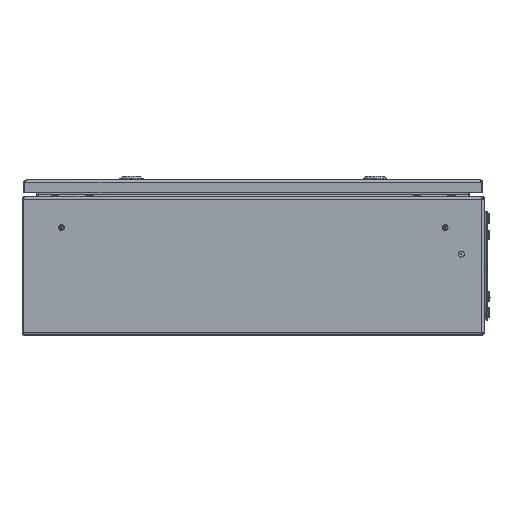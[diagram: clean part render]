
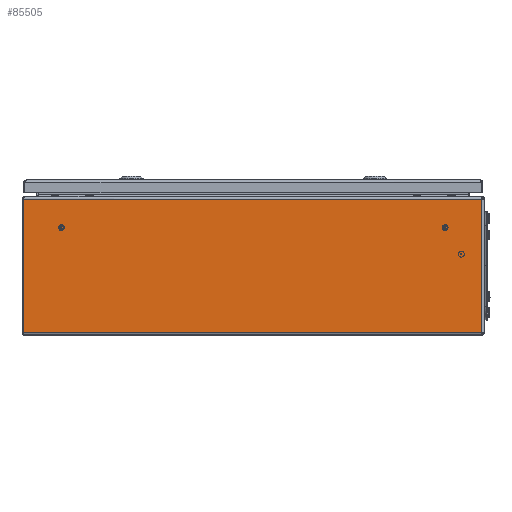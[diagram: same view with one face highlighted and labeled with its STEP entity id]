
A CAD part, left-side view. The second image highlights one B-rep face of the part: STEP entity #85505.
In plain terms, the highlighted planar face has unit normal (-1, 0, 0).
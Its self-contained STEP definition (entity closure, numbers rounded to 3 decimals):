
#2809 = CARTESIAN_POINT ( 'NONE',  ( -300., -249., 140.483 ) ) ;
#3835 = EDGE_CURVE ( 'NONE', #11195, #53571, #54201, .T. ) ;
#3927 = CARTESIAN_POINT ( 'NONE',  ( -300., -296.6, 176.6 ) ) ;
#4880 = AXIS2_PLACEMENT_3D ( 'NONE', #31696, #48878, #57467 ) ;
#5339 = CARTESIAN_POINT ( 'NONE',  ( -300., 249., 138.717 ) ) ;
#5492 = CARTESIAN_POINT ( 'NONE',  ( -300., -270., 105. ) ) ;
#8053 = EDGE_LOOP ( 'NONE', ( #58863, #94198 ) ) ;
#9978 = VERTEX_POINT ( 'NONE', #93524 ) ;
#10176 = CIRCLE ( 'NONE', #104083, 0.883 ) ;
#10962 = CARTESIAN_POINT ( 'NONE',  ( -300., 298.246, 3.4 ) ) ;
#11195 = VERTEX_POINT ( 'NONE', #10962 ) ;
#11693 = VERTEX_POINT ( 'NONE', #3927 ) ;
#12037 = ORIENTED_EDGE ( 'NONE', *, *, #21567, .T. ) ;
#14918 = EDGE_LOOP ( 'NONE', ( #24346, #42172 ) ) ;
#14998 = EDGE_CURVE ( 'NONE', #86804, #11195, #29189, .T. ) ;
#15520 = CARTESIAN_POINT ( 'NONE',  ( -300., -249., 139.6 ) ) ;
#15948 = CARTESIAN_POINT ( 'NONE',  ( -300., 249., 140.483 ) ) ;
#21567 = EDGE_CURVE ( 'NONE', #11693, #53571, #31149, .T. ) ;
#22307 = EDGE_CURVE ( 'NONE', #53834, #81648, #10176, .T. ) ;
#23245 = VERTEX_POINT ( 'NONE', #15948 ) ;
#24346 = ORIENTED_EDGE ( 'NONE', *, *, #40955, .F. ) ;
#25927 = CARTESIAN_POINT ( 'NONE',  ( -300., 249., 139.6 ) ) ;
#27497 = FACE_BOUND ( 'NONE', #8053, .T. ) ;
#27510 = DIRECTION ( 'NONE',  ( -1., 0., 0. ) ) ;
#28807 = LINE ( 'NONE', #28884, #52804 ) ;
#28884 = CARTESIAN_POINT ( 'NONE',  ( -300., -296.6, 194.992 ) ) ;
#29189 = LINE ( 'NONE', #64402, #71967 ) ;
#29751 = CIRCLE ( 'NONE', #4880, 0.883 ) ;
#31149 = LINE ( 'NONE', #83904, #32442 ) ;
#31199 = AXIS2_PLACEMENT_3D ( 'NONE', #96229, #105077, #79069 ) ;
#31696 = CARTESIAN_POINT ( 'NONE',  ( -300., -249., 139.6 ) ) ;
#32442 = VECTOR ( 'NONE', #40953, 1000. ) ;
#32535 = VERTEX_POINT ( 'NONE', #2809 ) ;
#33047 = DIRECTION ( 'NONE',  ( 0., 0., -1. ) ) ;
#35981 = DIRECTION ( 'NONE',  ( 0., 0., -1. ) ) ;
#36909 = EDGE_LOOP ( 'NONE', ( #99182, #110196, #12037, #68809 ) ) ;
#36969 = VERTEX_POINT ( 'NONE', #5339 ) ;
#37902 = AXIS2_PLACEMENT_3D ( 'NONE', #25927, #79625, #35981 ) ;
#40953 = DIRECTION ( 'NONE',  ( 0., 1., 0. ) ) ;
#40955 = EDGE_CURVE ( 'NONE', #81648, #53834, #83630, .T. ) ;
#42169 = FACE_OUTER_BOUND ( 'NONE', #36909, .T. ) ;
#42172 = ORIENTED_EDGE ( 'NONE', *, *, #22307, .F. ) ;
#43095 = EDGE_LOOP ( 'NONE', ( #91758, #52784 ) ) ;
#43248 = PLANE ( 'NONE',  #31199 ) ;
#44846 = CARTESIAN_POINT ( 'NONE',  ( -300., -270.883, 105. ) ) ;
#45198 = CIRCLE ( 'NONE', #84987, 0.883 ) ;
#46337 = CIRCLE ( 'NONE', #101282, 0.883 ) ;
#48878 = DIRECTION ( 'NONE',  ( -1., 0., 0. ) ) ;
#49138 = DIRECTION ( 'NONE',  ( -1., 0., 0. ) ) ;
#52784 = ORIENTED_EDGE ( 'NONE', *, *, #62526, .F. ) ;
#52804 = VECTOR ( 'NONE', #70755, 1000. ) ;
#53571 = VERTEX_POINT ( 'NONE', #109795 ) ;
#53834 = VERTEX_POINT ( 'NONE', #44846 ) ;
#54201 = LINE ( 'NONE', #87712, #90300 ) ;
#54350 = CIRCLE ( 'NONE', #37902, 0.883 ) ;
#57467 = DIRECTION ( 'NONE',  ( 0., 0., -1. ) ) ;
#58863 = ORIENTED_EDGE ( 'NONE', *, *, #64641, .F. ) ;
#58901 = DIRECTION ( 'NONE',  ( -1., 0., 0. ) ) ;
#60404 = CARTESIAN_POINT ( 'NONE',  ( -300., 249., 139.6 ) ) ;
#62526 = EDGE_CURVE ( 'NONE', #9978, #32535, #45198, .T. ) ;
#64402 = CARTESIAN_POINT ( 'NONE',  ( -300., -300., 3.4 ) ) ;
#64641 = EDGE_CURVE ( 'NONE', #23245, #36969, #54350, .T. ) ;
#65655 = CARTESIAN_POINT ( 'NONE',  ( -300., -269.117, 105. ) ) ;
#67556 = AXIS2_PLACEMENT_3D ( 'NONE', #5492, #49138, #108385 ) ;
#67979 = CARTESIAN_POINT ( 'NONE',  ( -300., -296.6, 3.4 ) ) ;
#68809 = ORIENTED_EDGE ( 'NONE', *, *, #3835, .F. ) ;
#70755 = DIRECTION ( 'NONE',  ( 0., 0., -1. ) ) ;
#71967 = VECTOR ( 'NONE', #99368, 1000. ) ;
#73221 = EDGE_CURVE ( 'NONE', #36969, #23245, #46337, .T. ) ;
#74223 = DIRECTION ( 'NONE',  ( 0., 0., -1. ) ) ;
#77145 = EDGE_CURVE ( 'NONE', #32535, #9978, #29751, .T. ) ;
#79069 = DIRECTION ( 'NONE',  ( 0., 0., -1. ) ) ;
#79625 = DIRECTION ( 'NONE',  ( -1., 0., 0. ) ) ;
#81648 = VERTEX_POINT ( 'NONE', #65655 ) ;
#83630 = CIRCLE ( 'NONE', #67556, 0.883 ) ;
#83904 = CARTESIAN_POINT ( 'NONE',  ( -300., -300., 176.6 ) ) ;
#84179 = DIRECTION ( 'NONE',  ( -1., 0., 0. ) ) ;
#84987 = AXIS2_PLACEMENT_3D ( 'NONE', #15520, #84179, #33047 ) ;
#85505 = ADVANCED_FACE ( 'NONE', ( #98266, #88961, #27497, #42169 ), #43248, .F. ) ;
#86804 = VERTEX_POINT ( 'NONE', #67979 ) ;
#87088 = EDGE_CURVE ( 'NONE', #11693, #86804, #28807, .T. ) ;
#87712 = CARTESIAN_POINT ( 'NONE',  ( -300., 298.246, 176.6 ) ) ;
#88961 = FACE_BOUND ( 'NONE', #43095, .T. ) ;
#90300 = VECTOR ( 'NONE', #96441, 1000. ) ;
#91758 = ORIENTED_EDGE ( 'NONE', *, *, #77145, .F. ) ;
#93524 = CARTESIAN_POINT ( 'NONE',  ( -300., -249., 138.717 ) ) ;
#94198 = ORIENTED_EDGE ( 'NONE', *, *, #73221, .F. ) ;
#96229 = CARTESIAN_POINT ( 'NONE',  ( -300., -300., 176.6 ) ) ;
#96441 = DIRECTION ( 'NONE',  ( 0., 0., 1. ) ) ;
#98266 = FACE_BOUND ( 'NONE', #14918, .T. ) ;
#99182 = ORIENTED_EDGE ( 'NONE', *, *, #14998, .F. ) ;
#99368 = DIRECTION ( 'NONE',  ( 0., 1., 0. ) ) ;
#101282 = AXIS2_PLACEMENT_3D ( 'NONE', #60404, #27510, #102491 ) ;
#102491 = DIRECTION ( 'NONE',  ( 0., 0., -1. ) ) ;
#104083 = AXIS2_PLACEMENT_3D ( 'NONE', #109154, #58901, #74223 ) ;
#105077 = DIRECTION ( 'NONE',  ( 1., 0., 0. ) ) ;
#108385 = DIRECTION ( 'NONE',  ( 0., 0., -1. ) ) ;
#109154 = CARTESIAN_POINT ( 'NONE',  ( -300., -270., 105. ) ) ;
#109795 = CARTESIAN_POINT ( 'NONE',  ( -300., 298.246, 176.6 ) ) ;
#110196 = ORIENTED_EDGE ( 'NONE', *, *, #87088, .F. ) ;
